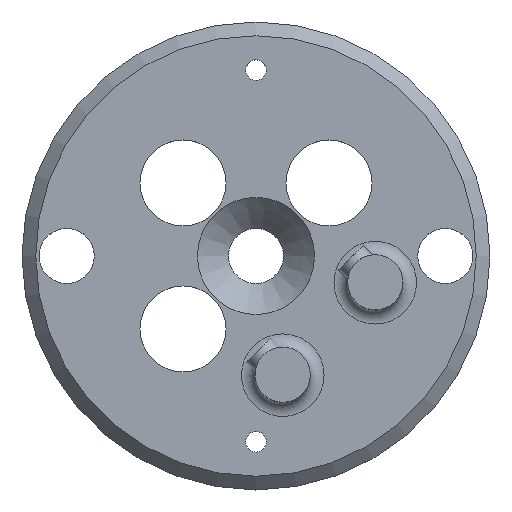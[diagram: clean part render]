
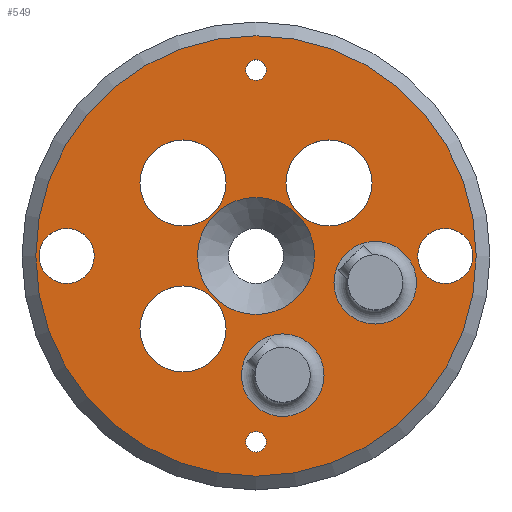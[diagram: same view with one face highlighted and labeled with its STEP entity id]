
A CAD part, top view. The second image highlights one B-rep face of the part: STEP entity #549.
In plain terms, the highlighted planar face has unit normal (0, 0, 1).
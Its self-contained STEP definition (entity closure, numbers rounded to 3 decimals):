
#25=FACE_BOUND('',#123,.T.);
#26=FACE_BOUND('',#124,.T.);
#27=FACE_BOUND('',#125,.T.);
#28=FACE_BOUND('',#126,.T.);
#29=FACE_BOUND('',#127,.T.);
#30=FACE_BOUND('',#128,.T.);
#31=FACE_BOUND('',#129,.T.);
#32=FACE_BOUND('',#130,.T.);
#33=FACE_BOUND('',#131,.T.);
#34=FACE_BOUND('',#132,.T.);
#60=PLANE('',#617);
#81=FACE_OUTER_BOUND('',#122,.T.);
#122=EDGE_LOOP('',(#420));
#123=EDGE_LOOP('',(#421));
#124=EDGE_LOOP('',(#422));
#125=EDGE_LOOP('',(#423));
#126=EDGE_LOOP('',(#424));
#127=EDGE_LOOP('',(#425));
#128=EDGE_LOOP('',(#426));
#129=EDGE_LOOP('',(#427));
#130=EDGE_LOOP('',(#428));
#131=EDGE_LOOP('',(#429));
#132=EDGE_LOOP('',(#430));
#224=CIRCLE('',#615,6.);
#226=CIRCLE('',#618,32.);
#227=CIRCLE('',#619,6.);
#228=CIRCLE('',#620,6.25);
#229=CIRCLE('',#621,4.);
#230=CIRCLE('',#622,8.5);
#231=CIRCLE('',#623,6.25);
#232=CIRCLE('',#624,6.25);
#233=CIRCLE('',#625,1.5);
#234=CIRCLE('',#626,1.5);
#235=CIRCLE('',#627,4.);
#272=VERTEX_POINT('',#1046);
#273=VERTEX_POINT('',#1051);
#274=VERTEX_POINT('',#1053);
#275=VERTEX_POINT('',#1055);
#276=VERTEX_POINT('',#1057);
#277=VERTEX_POINT('',#1059);
#278=VERTEX_POINT('',#1061);
#279=VERTEX_POINT('',#1063);
#280=VERTEX_POINT('',#1065);
#281=VERTEX_POINT('',#1067);
#282=VERTEX_POINT('',#1069);
#326=EDGE_CURVE('',#272,#272,#224,.T.);
#328=EDGE_CURVE('',#273,#273,#226,.T.);
#329=EDGE_CURVE('',#274,#274,#227,.T.);
#330=EDGE_CURVE('',#275,#275,#228,.T.);
#331=EDGE_CURVE('',#276,#276,#229,.T.);
#332=EDGE_CURVE('',#277,#277,#230,.T.);
#333=EDGE_CURVE('',#278,#278,#231,.T.);
#334=EDGE_CURVE('',#279,#279,#232,.T.);
#335=EDGE_CURVE('',#280,#280,#233,.T.);
#336=EDGE_CURVE('',#281,#281,#234,.T.);
#337=EDGE_CURVE('',#282,#282,#235,.T.);
#420=ORIENTED_EDGE('',*,*,#328,.F.);
#421=ORIENTED_EDGE('',*,*,#329,.F.);
#422=ORIENTED_EDGE('',*,*,#330,.T.);
#423=ORIENTED_EDGE('',*,*,#331,.T.);
#424=ORIENTED_EDGE('',*,*,#332,.T.);
#425=ORIENTED_EDGE('',*,*,#333,.T.);
#426=ORIENTED_EDGE('',*,*,#334,.T.);
#427=ORIENTED_EDGE('',*,*,#335,.T.);
#428=ORIENTED_EDGE('',*,*,#336,.T.);
#429=ORIENTED_EDGE('',*,*,#337,.T.);
#430=ORIENTED_EDGE('',*,*,#326,.F.);
#549=ADVANCED_FACE('',(#81,#25,#26,#27,#28,#29,#30,#31,#32,#33,#34),#60,
 .T.);
#615=AXIS2_PLACEMENT_3D('',#1048,#739,#740);
#617=AXIS2_PLACEMENT_3D('',#1050,#743,#744);
#618=AXIS2_PLACEMENT_3D('',#1052,#745,#746);
#619=AXIS2_PLACEMENT_3D('',#1054,#747,#748);
#620=AXIS2_PLACEMENT_3D('',#1056,#749,#750);
#621=AXIS2_PLACEMENT_3D('',#1058,#751,#752);
#622=AXIS2_PLACEMENT_3D('',#1060,#753,#754);
#623=AXIS2_PLACEMENT_3D('',#1062,#755,#756);
#624=AXIS2_PLACEMENT_3D('',#1064,#757,#758);
#625=AXIS2_PLACEMENT_3D('',#1066,#759,#760);
#626=AXIS2_PLACEMENT_3D('',#1068,#761,#762);
#627=AXIS2_PLACEMENT_3D('',#1070,#763,#764);
#739=DIRECTION('center_axis',(0.,0.,1.));
#740=DIRECTION('ref_axis',(1.,0.,0.));
#743=DIRECTION('center_axis',(0.,0.,1.));
#744=DIRECTION('ref_axis',(1.,0.,0.));
#745=DIRECTION('center_axis',(0.,0.,-1.));
#746=DIRECTION('ref_axis',(1.,0.,0.));
#747=DIRECTION('center_axis',(0.,0.,1.));
#748=DIRECTION('ref_axis',(1.,0.,0.));
#749=DIRECTION('center_axis',(0.,0.,-1.));
#750=DIRECTION('ref_axis',(1.,0.,0.));
#751=DIRECTION('center_axis',(0.,0.,-1.));
#752=DIRECTION('ref_axis',(1.,0.,0.));
#753=DIRECTION('center_axis',(0.,0.,-1.));
#754=DIRECTION('ref_axis',(1.,0.,0.));
#755=DIRECTION('center_axis',(0.,0.,-1.));
#756=DIRECTION('ref_axis',(1.,0.,0.));
#757=DIRECTION('center_axis',(0.,0.,-1.));
#758=DIRECTION('ref_axis',(1.,0.,0.));
#759=DIRECTION('center_axis',(0.,0.,-1.));
#760=DIRECTION('ref_axis',(-1.,0.,0.));
#761=DIRECTION('center_axis',(0.,0.,-1.));
#762=DIRECTION('ref_axis',(-1.,0.,0.));
#763=DIRECTION('center_axis',(0.,0.,-1.));
#764=DIRECTION('ref_axis',(1.,0.,0.));
#1046=CARTESIAN_POINT('',(23.324,-3.889,5.));
#1048=CARTESIAN_POINT('Origin',(17.324,-3.889,5.));
#1050=CARTESIAN_POINT('Origin',(0.,0.,5.));
#1051=CARTESIAN_POINT('',(-32.,0.,5.));
#1052=CARTESIAN_POINT('Origin',(0.,0.,5.));
#1053=CARTESIAN_POINT('',(9.889,-17.324,5.));
#1054=CARTESIAN_POINT('Origin',(3.889,-17.324,5.));
#1055=CARTESIAN_POINT('',(4.357,10.607,5.));
#1056=CARTESIAN_POINT('Origin',(10.607,10.607,5.));
#1057=CARTESIAN_POINT('',(-31.5,0.,5.));
#1058=CARTESIAN_POINT('Origin',(-27.5,0.,5.));
#1059=CARTESIAN_POINT('',(-8.5,0.,5.));
#1060=CARTESIAN_POINT('Origin',(0.,0.,5.));
#1061=CARTESIAN_POINT('',(-16.857,10.607,5.));
#1062=CARTESIAN_POINT('Origin',(-10.607,10.607,5.));
#1063=CARTESIAN_POINT('',(-16.857,-10.607,5.));
#1064=CARTESIAN_POINT('Origin',(-10.607,-10.607,5.));
#1065=CARTESIAN_POINT('',(1.5,27.,5.));
#1066=CARTESIAN_POINT('Origin',(0.,27.,5.));
#1067=CARTESIAN_POINT('',(1.5,-27.,5.));
#1068=CARTESIAN_POINT('Origin',(0.,-27.,5.));
#1069=CARTESIAN_POINT('',(23.5,0.,5.));
#1070=CARTESIAN_POINT('Origin',(27.5,0.,5.));
